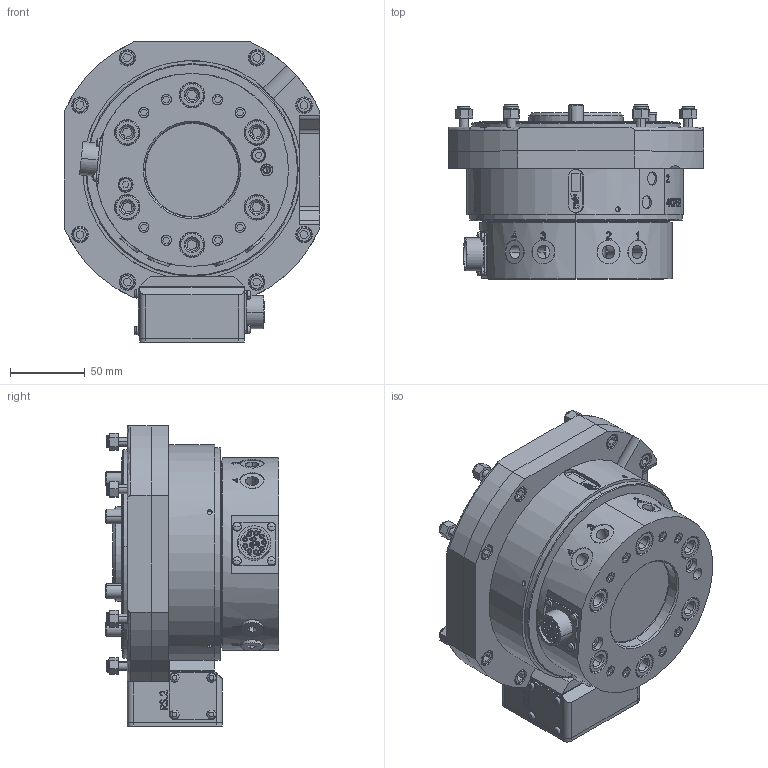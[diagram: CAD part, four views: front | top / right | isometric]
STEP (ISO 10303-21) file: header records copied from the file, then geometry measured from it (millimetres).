
FILE_DESCRIPTION (( 'STEP AP203' ), '1' );
FILE_NAME ('P1913.STEP', '2020-01-30T09:09:54', ( '' ), ( '' ), 'SwSTEP 2.0', 'SolidWorks 2017', '' );
FILE_SCHEMA (( 'CONFIG_CONTROL_DESIGN' ));
Products named in the file (1): P1913
Bounding box: 171 x 116.2 x 200.5 mm (x, y, z)
Volume: 2024410.4 mm3; surface area: 358549.7 mm2
Topology: 98 solids, 98 shells, 2470 faces, 5791 edges, 3738 vertices
Faces by surface type: plane 974, cylinder 827, bspline 282, cone 273, torus 102, sphere 12
Entity records: 97242 total; most frequent: CARTESIAN_POINT 40797, ORIENTED_EDGE 11574, DIRECTION 11416, EDGE_CURVE 5787, AXIS2_PLACEMENT_3D 4285, VERTEX_POINT 3738, EDGE_LOOP 2907, VECTOR 2846
